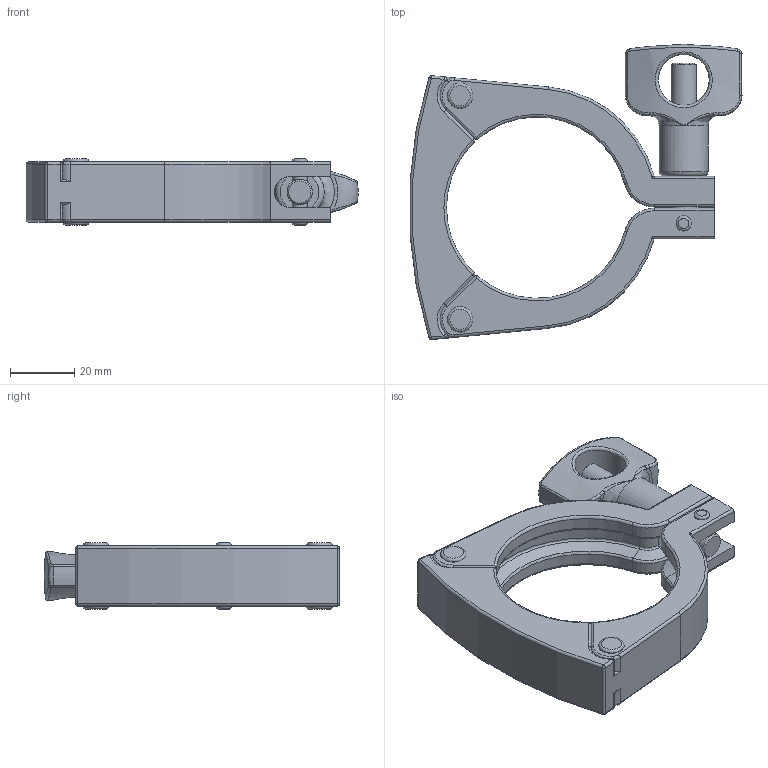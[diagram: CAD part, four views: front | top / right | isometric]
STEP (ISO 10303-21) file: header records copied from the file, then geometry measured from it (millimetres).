
FILE_DESCRIPTION((''),'2;1');
FILE_NAME('13MHHS HEAVY 3-SEGMENT CLAMP 2.0.stp','2009-02-06T11:53:13',('echaffee'),(''),'Autodesk Inventor 2009','Autodesk Inventor 2009','');
FILE_SCHEMA(('AUTOMOTIVE_DESIGN { 1 0 10303 214 1 1 1 1 }'));
Length unit declared in the file: inch
Products named in the file (1): 13MHHS HEAVY 3-SEGMENT CLAMP 2
Bounding box: 103.67 x 92.21 x 20.64 mm (x, y, z)
Volume: 59428.2 mm3; surface area: 21741.1 mm2
Topology: 1 solids, 1 shells, 247 faces, 586 edges, 331 vertices
Faces by surface type: cylinder 98, torus 53, plane 47, bspline 29, sphere 12, cone 8
Full cylindrical faces by diameter (mm): 4.763 x4, 7.938 x6, 15.24 x1, 15.875 x1
Entity records: 8635 total; most frequent: CARTESIAN_POINT 3160, DIRECTION 1206, ORIENTED_EDGE 1090, EDGE_CURVE 545, AXIS2_PLACEMENT_3D 517, VERTEX_POINT 327, CIRCLE 286, EDGE_LOOP 282
